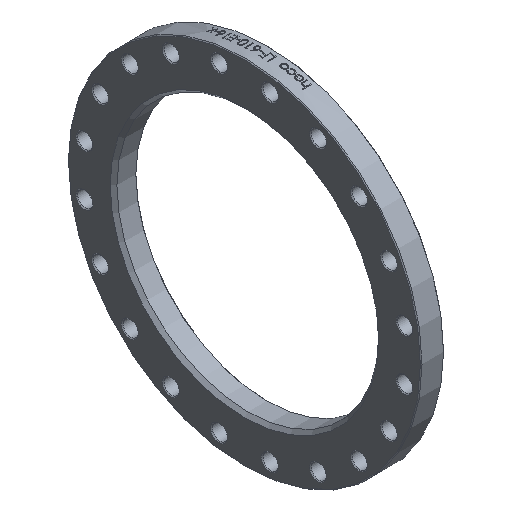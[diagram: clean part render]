
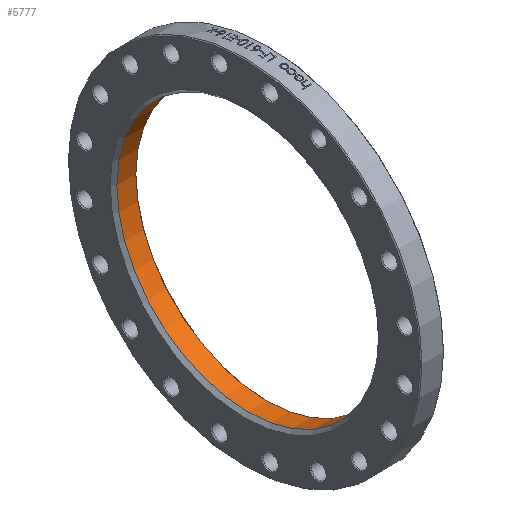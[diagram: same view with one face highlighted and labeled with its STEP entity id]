
A CAD part, isometric view. The second image highlights one B-rep face of the part: STEP entity #5777.
In plain terms, the highlighted cylindrical face has radius 311 mm (diameter 622 mm), a full revolution.
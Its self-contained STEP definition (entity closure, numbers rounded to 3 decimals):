
#43 = AXIS2_PLACEMENT_3D ( 'NONE', #3703, #6439, #2683 ) ;
#76 = EDGE_LOOP ( 'NONE', ( #1990 ) ) ;
#624 = AXIS2_PLACEMENT_3D ( 'NONE', #5629, #6641, #1296 ) ;
#1016 = CARTESIAN_POINT ( 'NONE',  ( 53., 0., 311. ) ) ;
#1296 = DIRECTION ( 'NONE',  ( 0., 0., 1. ) ) ;
#1922 = FACE_OUTER_BOUND ( 'NONE', #76, .T. ) ;
#1990 = ORIENTED_EDGE ( 'NONE', *, *, #4361, .T. ) ;
#2073 = CIRCLE ( 'NONE', #4210, 311. ) ;
#2534 = VERTEX_POINT ( 'NONE', #1016 ) ;
#2542 = EDGE_CURVE ( 'NONE', #3059, #3059, #4212, .T. ) ;
#2683 = DIRECTION ( 'NONE',  ( 0., 0., -1. ) ) ;
#3016 = FACE_OUTER_BOUND ( 'NONE', #3134, .T. ) ;
#3059 = VERTEX_POINT ( 'NONE', #6293 ) ;
#3134 = EDGE_LOOP ( 'NONE', ( #4597 ) ) ;
#3472 = CYLINDRICAL_SURFACE ( 'NONE', #624, 311. ) ;
#3703 = CARTESIAN_POINT ( 'NONE',  ( 8., 0., 0. ) ) ;
#4210 = AXIS2_PLACEMENT_3D ( 'NONE', #5371, #4244, #6004 ) ;
#4212 = CIRCLE ( 'NONE', #43, 311. ) ;
#4244 = DIRECTION ( 'NONE',  ( 1., 0., 0. ) ) ;
#4361 = EDGE_CURVE ( 'NONE', #2534, #2534, #2073, .T. ) ;
#4597 = ORIENTED_EDGE ( 'NONE', *, *, #2542, .T. ) ;
#5371 = CARTESIAN_POINT ( 'NONE',  ( 53., 0., 0. ) ) ;
#5629 = CARTESIAN_POINT ( 'NONE',  ( 0., 0., 0. ) ) ;
#5777 = ADVANCED_FACE ( 'NONE', ( #3016, #1922 ), #3472, .F. ) ;
#6004 = DIRECTION ( 'NONE',  ( 0., 0., 1. ) ) ;
#6293 = CARTESIAN_POINT ( 'NONE',  ( 8., 0., -311. ) ) ;
#6439 = DIRECTION ( 'NONE',  ( -1., 0., 0. ) ) ;
#6641 = DIRECTION ( 'NONE',  ( -1., 0., 0. ) ) ;
